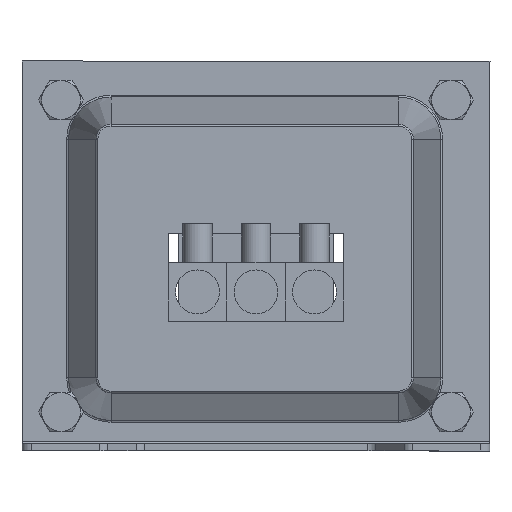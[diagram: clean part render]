
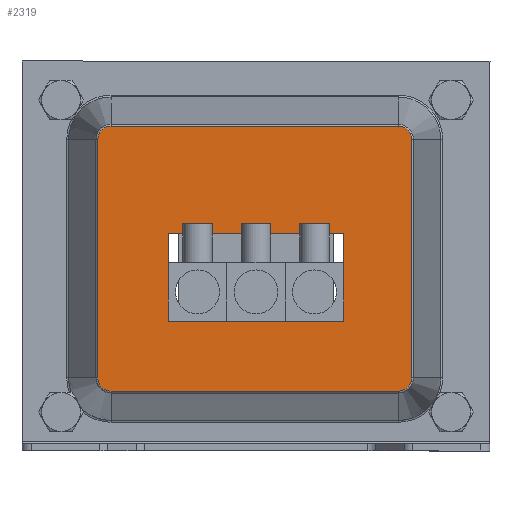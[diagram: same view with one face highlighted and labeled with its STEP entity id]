
A CAD part, front view. The second image highlights one B-rep face of the part: STEP entity #2319.
In plain terms, the highlighted face is planar.
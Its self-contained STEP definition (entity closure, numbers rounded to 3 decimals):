
#204=FACE_BOUND('',#592,.T.);
#298=PLANE('',#2690);
#445=FACE_OUTER_BOUND('',#591,.T.);
#591=EDGE_LOOP('',(#2056,#2057,#2058,#2059,#2060,#2061,#2062,#2063));
#592=EDGE_LOOP('',(#2064,#2065,#2066,#2067));
#739=LINE('',#3855,#920);
#743=LINE('',#3863,#924);
#746=LINE('',#3869,#927);
#749=LINE('',#3874,#930);
#771=LINE('',#3954,#952);
#773=LINE('',#3974,#954);
#776=LINE('',#3981,#957);
#778=LINE('',#3996,#959);
#920=VECTOR('',#3109,10.);
#924=VECTOR('',#3115,10.);
#927=VECTOR('',#3120,10.);
#930=VECTOR('',#3125,10.);
#952=VECTOR('',#3209,10.);
#954=VECTOR('',#3233,10.);
#957=VECTOR('',#3240,10.);
#959=VECTOR('',#3260,10.);
#1060=CIRCLE('',#2665,2.728);
#1064=CIRCLE('',#2670,2.728);
#1068=CIRCLE('',#2677,2.728);
#1072=CIRCLE('',#2682,2.728);
#1206=VERTEX_POINT('',#3853);
#1207=VERTEX_POINT('',#3854);
#1210=VERTEX_POINT('',#3862);
#1212=VERTEX_POINT('',#3868);
#1239=VERTEX_POINT('',#3951);
#1240=VERTEX_POINT('',#3953);
#1243=VERTEX_POINT('',#3960);
#1244=VERTEX_POINT('',#3965);
#1247=VERTEX_POINT('',#3972);
#1248=VERTEX_POINT('',#3977);
#1251=VERTEX_POINT('',#3984);
#1252=VERTEX_POINT('',#3989);
#1460=EDGE_CURVE('',#1206,#1207,#739,.T.);
#1464=EDGE_CURVE('',#1210,#1206,#743,.T.);
#1467=EDGE_CURVE('',#1212,#1210,#746,.T.);
#1470=EDGE_CURVE('',#1207,#1212,#749,.T.);
#1509=EDGE_CURVE('',#1239,#1240,#771,.T.);
#1513=EDGE_CURVE('',#1243,#1239,#1060,.T.);
#1517=EDGE_CURVE('',#1240,#1244,#1064,.T.);
#1519=EDGE_CURVE('',#1247,#1243,#773,.T.);
#1523=EDGE_CURVE('',#1244,#1248,#776,.T.);
#1525=EDGE_CURVE('',#1251,#1247,#1068,.T.);
#1529=EDGE_CURVE('',#1248,#1252,#1072,.T.);
#1531=EDGE_CURVE('',#1252,#1251,#778,.T.);
#2056=ORIENTED_EDGE('',*,*,#1509,.F.);
#2057=ORIENTED_EDGE('',*,*,#1513,.F.);
#2058=ORIENTED_EDGE('',*,*,#1519,.F.);
#2059=ORIENTED_EDGE('',*,*,#1525,.F.);
#2060=ORIENTED_EDGE('',*,*,#1531,.F.);
#2061=ORIENTED_EDGE('',*,*,#1529,.F.);
#2062=ORIENTED_EDGE('',*,*,#1523,.F.);
#2063=ORIENTED_EDGE('',*,*,#1517,.F.);
#2064=ORIENTED_EDGE('',*,*,#1460,.T.);
#2065=ORIENTED_EDGE('',*,*,#1470,.T.);
#2066=ORIENTED_EDGE('',*,*,#1467,.T.);
#2067=ORIENTED_EDGE('',*,*,#1464,.T.);
#2319=ADVANCED_FACE('',(#445,#204),#298,.T.);
#2665=AXIS2_PLACEMENT_3D('',#3962,#3217,#3218);
#2670=AXIS2_PLACEMENT_3D('',#3969,#3227,#3228);
#2677=AXIS2_PLACEMENT_3D('',#3986,#3245,#3246);
#2682=AXIS2_PLACEMENT_3D('',#3993,#3255,#3256);
#2690=AXIS2_PLACEMENT_3D('',#4015,#3280,#3281);
#3109=DIRECTION('',(0.,0.,-1.));
#3115=DIRECTION('',(-1.,0.,0.));
#3120=DIRECTION('',(0.,0.,1.));
#3125=DIRECTION('',(1.,0.,0.));
#3209=DIRECTION('',(1.,0.,0.));
#3217=DIRECTION('center_axis',(0.,-1.,0.));
#3218=DIRECTION('ref_axis',(-0.707,0.,-0.707));
#3227=DIRECTION('center_axis',(0.,-1.,0.));
#3228=DIRECTION('ref_axis',(0.707,0.,-0.707));
#3233=DIRECTION('',(0.,0.,-1.));
#3240=DIRECTION('',(0.,0.,1.));
#3245=DIRECTION('center_axis',(0.,-1.,0.));
#3246=DIRECTION('ref_axis',(-0.707,0.,0.707));
#3255=DIRECTION('center_axis',(0.,-1.,0.));
#3256=DIRECTION('ref_axis',(0.707,0.,0.707));
#3260=DIRECTION('',(-1.,0.,0.));
#3280=DIRECTION('center_axis',(0.,1.,0.));
#3281=DIRECTION('ref_axis',(0.,0.,1.));
#3853=CARTESIAN_POINT('',(-44.631,34.,66.));
#3854=CARTESIAN_POINT('',(-44.631,34.,30.));
#3855=CARTESIAN_POINT('',(-44.631,34.,57.136));
#3862=CARTESIAN_POINT('',(-26.631,34.,66.));
#3863=CARTESIAN_POINT('',(-33.041,34.,66.));
#3868=CARTESIAN_POINT('',(-26.631,34.,30.));
#3869=CARTESIAN_POINT('',(-26.631,34.,39.136));
#3874=CARTESIAN_POINT('',(-42.041,34.,30.));
#3951=CARTESIAN_POINT('',(-63.903,34.,16.091));
#3953=CARTESIAN_POINT('',(-14.999,34.,16.091));
#3954=CARTESIAN_POINT('',(-27.225,34.,16.091));
#3960=CARTESIAN_POINT('',(-66.631,34.,18.819));
#3962=CARTESIAN_POINT('Origin',(-63.903,34.,18.819));
#3965=CARTESIAN_POINT('',(-12.27,34.,18.819));
#3969=CARTESIAN_POINT('Origin',(-14.999,34.,18.819));
#3972=CARTESIAN_POINT('',(-66.631,34.,77.723));
#3974=CARTESIAN_POINT('',(-66.631,34.,33.545));
#3977=CARTESIAN_POINT('',(-12.27,34.,77.723));
#3981=CARTESIAN_POINT('',(-12.27,34.,62.997));
#3984=CARTESIAN_POINT('',(-63.903,34.,80.452));
#3986=CARTESIAN_POINT('Origin',(-63.903,34.,77.723));
#3989=CARTESIAN_POINT('',(-14.999,34.,80.452));
#3993=CARTESIAN_POINT('Origin',(-14.999,34.,77.723));
#3996=CARTESIAN_POINT('',(-51.677,34.,80.452));
#4015=CARTESIAN_POINT('Origin',(-39.451,34.,48.271));
